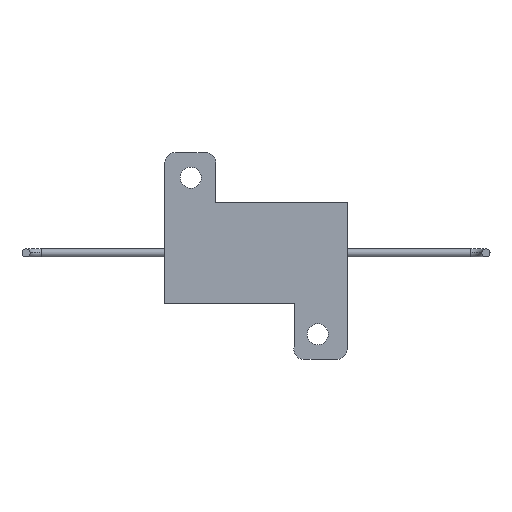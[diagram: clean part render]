
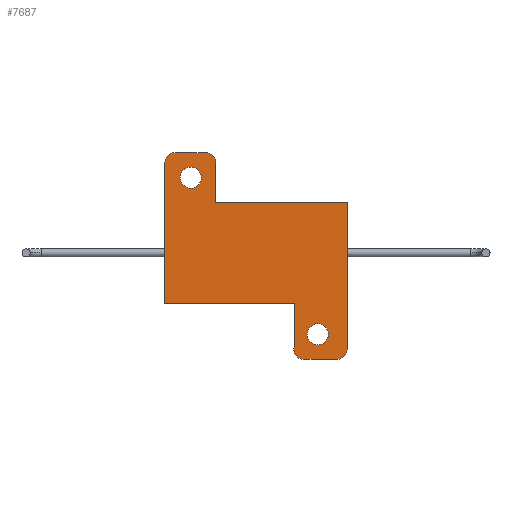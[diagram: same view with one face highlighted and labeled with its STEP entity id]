
A CAD part, front view. The second image highlights one B-rep face of the part: STEP entity #7687.
In plain terms, the highlighted planar face has unit normal (0, -1, 0).
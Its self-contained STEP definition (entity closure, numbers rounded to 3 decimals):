
#2 = VERTEX_POINT ( 'NONE', #171 ) ;
#10 = AXIS2_PLACEMENT_3D ( 'NONE', #8740, #2908, #758 ) ;
#52 = VERTEX_POINT ( 'NONE', #4755 ) ;
#56 = CARTESIAN_POINT ( 'NONE',  ( 8.5, -5., -11.1 ) ) ;
#113 = CARTESIAN_POINT ( 'NONE',  ( -9.5, -5., 5.25 ) ) ;
#171 = CARTESIAN_POINT ( 'NONE',  ( -4.2, -5., 5.25 ) ) ;
#220 = EDGE_CURVE ( 'NONE', #2984, #4054, #8104, .T. ) ;
#367 = ORIENTED_EDGE ( 'NONE', *, *, #3125, .T. ) ;
#567 = CIRCLE ( 'NONE', #5904, 1.1 ) ;
#648 = CARTESIAN_POINT ( 'NONE',  ( 9.5, -5., -5.25 ) ) ;
#670 = VECTOR ( 'NONE', #2208, 1000. ) ;
#758 = DIRECTION ( 'NONE',  ( 0., 0., 1. ) ) ;
#760 = CIRCLE ( 'NONE', #7175, 1.1 ) ;
#866 = ORIENTED_EDGE ( 'NONE', *, *, #3777, .T. ) ;
#924 = CIRCLE ( 'NONE', #10, 1. ) ;
#1043 = ORIENTED_EDGE ( 'NONE', *, *, #6778, .T. ) ;
#1133 = AXIS2_PLACEMENT_3D ( 'NONE', #7763, #9332, #4131 ) ;
#1160 = CARTESIAN_POINT ( 'NONE',  ( -6.8, -5., 7.85 ) ) ;
#1193 = EDGE_CURVE ( 'NONE', #5057, #5671, #9162, .T. ) ;
#1346 = VERTEX_POINT ( 'NONE', #9109 ) ;
#1354 = DIRECTION ( 'NONE',  ( -1., 0., 0. ) ) ;
#1486 = VERTEX_POINT ( 'NONE', #4942 ) ;
#1561 = DIRECTION ( 'NONE',  ( 0., 0., -1. ) ) ;
#1607 = DIRECTION ( 'NONE',  ( 0., -1., 0. ) ) ;
#1691 = CARTESIAN_POINT ( 'NONE',  ( 6.45, -5., -8.5 ) ) ;
#1692 = VECTOR ( 'NONE', #9118, 1000. ) ;
#1760 = DIRECTION ( 'NONE',  ( -1., 0., 0. ) ) ;
#1989 = VECTOR ( 'NONE', #1354, 1000. ) ;
#1995 = DIRECTION ( 'NONE',  ( 0., 0., 1. ) ) ;
#2034 = VERTEX_POINT ( 'NONE', #7829 ) ;
#2058 = LINE ( 'NONE', #56, #6284 ) ;
#2068 = EDGE_CURVE ( 'NONE', #52, #2509, #760, .T. ) ;
#2081 = VERTEX_POINT ( 'NONE', #6348 ) ;
#2116 = CARTESIAN_POINT ( 'NONE',  ( -8.4, -5., 10.45 ) ) ;
#2206 = VERTEX_POINT ( 'NONE', #9062 ) ;
#2208 = DIRECTION ( 'NONE',  ( 0., 0., -1. ) ) ;
#2361 = EDGE_CURVE ( 'NONE', #5671, #5007, #8243, .T. ) ;
#2407 = DIRECTION ( 'NONE',  ( 0., 0., 1. ) ) ;
#2464 = EDGE_LOOP ( 'NONE', ( #9032, #5059 ) ) ;
#2509 = VERTEX_POINT ( 'NONE', #5507 ) ;
#2513 = CIRCLE ( 'NONE', #8167, 1.1 ) ;
#2556 = ORIENTED_EDGE ( 'NONE', *, *, #6910, .F. ) ;
#2599 = DIRECTION ( 'NONE',  ( 0., 0., 1. ) ) ;
#2601 = EDGE_CURVE ( 'NONE', #2034, #1346, #924, .T. ) ;
#2738 = CARTESIAN_POINT ( 'NONE',  ( -8.5, -5., 9.455 ) ) ;
#2796 = DIRECTION ( 'NONE',  ( -1., 0., 0. ) ) ;
#2886 = EDGE_CURVE ( 'NONE', #4258, #2206, #5719, .T. ) ;
#2908 = DIRECTION ( 'NONE',  ( 0., -1., 0. ) ) ;
#2984 = VERTEX_POINT ( 'NONE', #3711 ) ;
#3065 = VECTOR ( 'NONE', #5690, 1000. ) ;
#3079 = PLANE ( 'NONE',  #3159 ) ;
#3125 = EDGE_CURVE ( 'NONE', #8934, #2984, #9300, .T. ) ;
#3144 = DIRECTION ( 'NONE',  ( 0., 0., 1. ) ) ;
#3159 = AXIS2_PLACEMENT_3D ( 'NONE', #6090, #4612, #2407 ) ;
#3185 = ORIENTED_EDGE ( 'NONE', *, *, #3473, .T. ) ;
#3202 = AXIS2_PLACEMENT_3D ( 'NONE', #7015, #8977, #8670 ) ;
#3221 = FACE_BOUND ( 'NONE', #2464, .T. ) ;
#3331 = EDGE_CURVE ( 'NONE', #7334, #1346, #4925, .T. ) ;
#3336 = CARTESIAN_POINT ( 'NONE',  ( 4., -5., -5.25 ) ) ;
#3473 = EDGE_CURVE ( 'NONE', #7334, #2, #3923, .T. ) ;
#3640 = CARTESIAN_POINT ( 'NONE',  ( -4.2, -5., 9.45 ) ) ;
#3711 = CARTESIAN_POINT ( 'NONE',  ( -8.4, -5., 10.45 ) ) ;
#3733 = CARTESIAN_POINT ( 'NONE',  ( 5., -5., -11.1 ) ) ;
#3766 = CARTESIAN_POINT ( 'NONE',  ( -6.8, -5., 7.85 ) ) ;
#3777 = EDGE_CURVE ( 'NONE', #5007, #2034, #2058, .T. ) ;
#3819 = CARTESIAN_POINT ( 'NONE',  ( 4.954, -5., -10.101 ) ) ;
#3840 = ORIENTED_EDGE ( 'NONE', *, *, #1193, .T. ) ;
#3876 = CARTESIAN_POINT ( 'NONE',  ( 9.5, -5., 5.25 ) ) ;
#3923 = LINE ( 'NONE', #3876, #7954 ) ;
#3990 = VECTOR ( 'NONE', #2796, 1000. ) ;
#4054 = VERTEX_POINT ( 'NONE', #5865 ) ;
#4090 = DIRECTION ( 'NONE',  ( 0., -1., 0. ) ) ;
#4127 = CARTESIAN_POINT ( 'NONE',  ( 9.5, -5., 5.25 ) ) ;
#4131 = DIRECTION ( 'NONE',  ( 0., 0., -1. ) ) ;
#4255 = EDGE_CURVE ( 'NONE', #2, #7911, #6914, .T. ) ;
#4258 = VERTEX_POINT ( 'NONE', #3336 ) ;
#4279 = AXIS2_PLACEMENT_3D ( 'NONE', #3819, #1607, #1561 ) ;
#4612 = DIRECTION ( 'NONE',  ( 0., 1., 0. ) ) ;
#4617 = DIRECTION ( 'NONE',  ( 0., -1., 0. ) ) ;
#4672 = CARTESIAN_POINT ( 'NONE',  ( -4.2, -5., 9.45 ) ) ;
#4755 = CARTESIAN_POINT ( 'NONE',  ( 6.45, -5., -9.6 ) ) ;
#4812 = VECTOR ( 'NONE', #7086, 1000. ) ;
#4925 = LINE ( 'NONE', #4127, #3065 ) ;
#4942 = CARTESIAN_POINT ( 'NONE',  ( -6.8, -5., 6.75 ) ) ;
#5007 = VERTEX_POINT ( 'NONE', #3733 ) ;
#5057 = VERTEX_POINT ( 'NONE', #5927 ) ;
#5059 = ORIENTED_EDGE ( 'NONE', *, *, #8978, .F. ) ;
#5129 = CARTESIAN_POINT ( 'NONE',  ( 4.954, -5., -11.101 ) ) ;
#5294 = ORIENTED_EDGE ( 'NONE', *, *, #2886, .F. ) ;
#5392 = EDGE_LOOP ( 'NONE', ( #5775, #5294, #1043, #3840, #6528, #866, #7487, #7517, #3185, #8936, #8329, #367, #5656 ) ) ;
#5507 = CARTESIAN_POINT ( 'NONE',  ( 6.45, -5., -7.4 ) ) ;
#5524 = DIRECTION ( 'NONE',  ( 0., -1., 0. ) ) ;
#5564 = LINE ( 'NONE', #9202, #4812 ) ;
#5656 = ORIENTED_EDGE ( 'NONE', *, *, #220, .T. ) ;
#5667 = EDGE_CURVE ( 'NONE', #4054, #2206, #8756, .T. ) ;
#5671 = VERTEX_POINT ( 'NONE', #5129 ) ;
#5690 = DIRECTION ( 'NONE',  ( 0., 0., -1. ) ) ;
#5719 = LINE ( 'NONE', #648, #3990 ) ;
#5775 = ORIENTED_EDGE ( 'NONE', *, *, #5667, .T. ) ;
#5831 = DIRECTION ( 'NONE',  ( 1., 0., 0. ) ) ;
#5856 = EDGE_CURVE ( 'NONE', #7911, #8934, #5864, .T. ) ;
#5864 = CIRCLE ( 'NONE', #1133, 1. ) ;
#5865 = CARTESIAN_POINT ( 'NONE',  ( -9.5, -5., 9.455 ) ) ;
#5904 = AXIS2_PLACEMENT_3D ( 'NONE', #1691, #4617, #9207 ) ;
#5927 = CARTESIAN_POINT ( 'NONE',  ( 4., -5., -9.8 ) ) ;
#6090 = CARTESIAN_POINT ( 'NONE',  ( 9.5, -5., 5.25 ) ) ;
#6284 = VECTOR ( 'NONE', #5831, 1000. ) ;
#6348 = CARTESIAN_POINT ( 'NONE',  ( -6.8, -5., 8.95 ) ) ;
#6528 = ORIENTED_EDGE ( 'NONE', *, *, #2361, .T. ) ;
#6571 = EDGE_CURVE ( 'NONE', #2081, #1486, #2513, .T. ) ;
#6658 = FACE_BOUND ( 'NONE', #8715, .T. ) ;
#6778 = EDGE_CURVE ( 'NONE', #4258, #5057, #5564, .T. ) ;
#6910 = EDGE_CURVE ( 'NONE', #1486, #2081, #7719, .T. ) ;
#6914 = LINE ( 'NONE', #4672, #1692 ) ;
#6995 = DIRECTION ( 'NONE',  ( 0., 0., 1. ) ) ;
#7015 = CARTESIAN_POINT ( 'NONE',  ( 4.954, -5., -10.101 ) ) ;
#7086 = DIRECTION ( 'NONE',  ( 0., 0., -1. ) ) ;
#7175 = AXIS2_PLACEMENT_3D ( 'NONE', #7247, #9353, #1995 ) ;
#7247 = CARTESIAN_POINT ( 'NONE',  ( 6.45, -5., -8.5 ) ) ;
#7334 = VERTEX_POINT ( 'NONE', #7930 ) ;
#7487 = ORIENTED_EDGE ( 'NONE', *, *, #2601, .T. ) ;
#7517 = ORIENTED_EDGE ( 'NONE', *, *, #3331, .F. ) ;
#7570 = FACE_OUTER_BOUND ( 'NONE', #5392, .T. ) ;
#7687 = ADVANCED_FACE ( 'NONE', ( #7570, #3221, #6658 ), #3079, .F. ) ;
#7719 = CIRCLE ( 'NONE', #8769, 1.1 ) ;
#7763 = CARTESIAN_POINT ( 'NONE',  ( -5.2, -5., 9.45 ) ) ;
#7829 = CARTESIAN_POINT ( 'NONE',  ( 8.5, -5., -11.1 ) ) ;
#7911 = VERTEX_POINT ( 'NONE', #3640 ) ;
#7930 = CARTESIAN_POINT ( 'NONE',  ( 9.5, -5., 5.25 ) ) ;
#7954 = VECTOR ( 'NONE', #1760, 1000. ) ;
#8104 = CIRCLE ( 'NONE', #8838, 1. ) ;
#8167 = AXIS2_PLACEMENT_3D ( 'NONE', #3766, #8212, #3144 ) ;
#8212 = DIRECTION ( 'NONE',  ( 0., -1., 0. ) ) ;
#8243 = CIRCLE ( 'NONE', #4279, 1. ) ;
#8329 = ORIENTED_EDGE ( 'NONE', *, *, #5856, .T. ) ;
#8436 = CARTESIAN_POINT ( 'NONE',  ( -5.2, -5., 10.45 ) ) ;
#8529 = ORIENTED_EDGE ( 'NONE', *, *, #6571, .F. ) ;
#8670 = DIRECTION ( 'NONE',  ( 0., 0., -1. ) ) ;
#8715 = EDGE_LOOP ( 'NONE', ( #2556, #8529 ) ) ;
#8740 = CARTESIAN_POINT ( 'NONE',  ( 8.5, -5., -10.1 ) ) ;
#8756 = LINE ( 'NONE', #113, #670 ) ;
#8769 = AXIS2_PLACEMENT_3D ( 'NONE', #1160, #4090, #6995 ) ;
#8838 = AXIS2_PLACEMENT_3D ( 'NONE', #2738, #5524, #2599 ) ;
#8934 = VERTEX_POINT ( 'NONE', #8436 ) ;
#8936 = ORIENTED_EDGE ( 'NONE', *, *, #4255, .T. ) ;
#8977 = DIRECTION ( 'NONE',  ( 0., -1., 0. ) ) ;
#8978 = EDGE_CURVE ( 'NONE', #2509, #52, #567, .T. ) ;
#9032 = ORIENTED_EDGE ( 'NONE', *, *, #2068, .F. ) ;
#9062 = CARTESIAN_POINT ( 'NONE',  ( -9.5, -5., -5.25 ) ) ;
#9109 = CARTESIAN_POINT ( 'NONE',  ( 9.5, -5., -10.1 ) ) ;
#9118 = DIRECTION ( 'NONE',  ( 0., 0., 1. ) ) ;
#9162 = CIRCLE ( 'NONE', #3202, 1. ) ;
#9202 = CARTESIAN_POINT ( 'NONE',  ( 4., -5., -9.8 ) ) ;
#9207 = DIRECTION ( 'NONE',  ( 0., 0., 1. ) ) ;
#9300 = LINE ( 'NONE', #2116, #1989 ) ;
#9332 = DIRECTION ( 'NONE',  ( 0., -1., 0. ) ) ;
#9353 = DIRECTION ( 'NONE',  ( 0., -1., 0. ) ) ;
